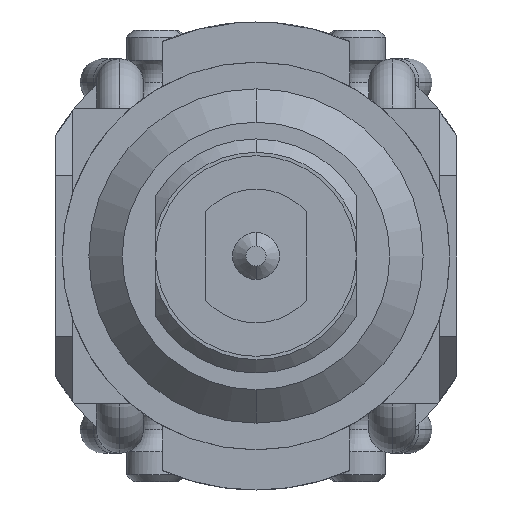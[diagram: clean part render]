
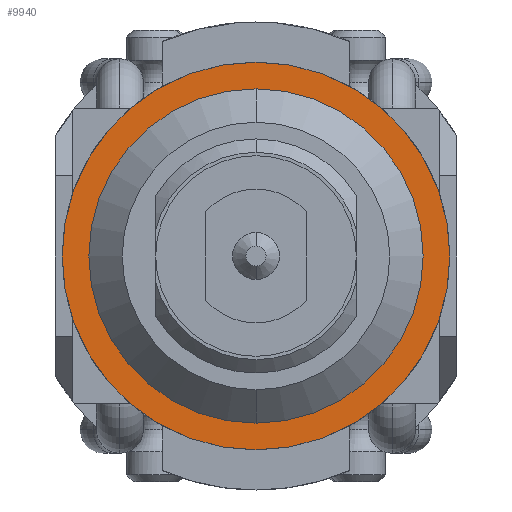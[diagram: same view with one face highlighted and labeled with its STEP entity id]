
A CAD part, front view. The second image highlights one B-rep face of the part: STEP entity #9940.
In plain terms, the highlighted planar face has unit normal (0, -1, 0).
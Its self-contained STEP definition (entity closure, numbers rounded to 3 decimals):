
#473 = DIRECTION ( 'NONE',  ( 0., 0., -1. ) ) ;
#514 = CARTESIAN_POINT ( 'NONE',  ( 0., -47.6, -2.9 ) ) ;
#1046 = CIRCLE ( 'NONE', #11036, 2.08 ) ;
#1183 = DIRECTION ( 'NONE',  ( 0., 0., -1. ) ) ;
#1626 = CARTESIAN_POINT ( 'NONE',  ( 0., -47.6, 0. ) ) ;
#1873 = CARTESIAN_POINT ( 'NONE',  ( 0., -47.6, -2.08 ) ) ;
#1957 = CIRCLE ( 'NONE', #7157, 2.08 ) ;
#2389 = DIRECTION ( 'NONE',  ( 0., -1., 0. ) ) ;
#2627 = DIRECTION ( 'NONE',  ( 0., 1., 0. ) ) ;
#4099 = EDGE_CURVE ( 'Defeature ausgef�hrt1_60+Defeature ausgef�hrt1_33+Defeature ausgef�hrt1_33+Defeature ausgef�hrt1_33', #4281, #5789, #12356, .T. ) ;
#4165 = DIRECTION ( 'NONE',  ( 0., -1., 0. ) ) ;
#4281 = VERTEX_POINT ( 'NONE', #4796 ) ;
#4509 = VERTEX_POINT ( 'NONE', #10378 ) ;
#4790 = EDGE_CURVE ( 'Defeature ausgef�hrt1_60+Defeature ausgef�hrt1_92+Defeature ausgef�hrt1_92+Defeature ausgef�hrt1_92', #4509, #6652, #1957, .T. ) ;
#4796 = CARTESIAN_POINT ( 'NONE',  ( 0., -47.6, 2.9 ) ) ;
#4932 = AXIS2_PLACEMENT_3D ( 'NONE', #5376, #2389, #473 ) ;
#5139 = ORIENTED_EDGE ( 'NONE', *, *, #4099, .T. ) ;
#5376 = CARTESIAN_POINT ( 'NONE',  ( 0., -47.6, 0. ) ) ;
#5623 = DIRECTION ( 'NONE',  ( 0., 0., -1. ) ) ;
#5789 = VERTEX_POINT ( 'NONE', #514 ) ;
#5894 = EDGE_LOOP ( 'NONE', ( #12451, #5139 ) ) ;
#6405 = PLANE ( 'NONE',  #10849 ) ;
#6652 = VERTEX_POINT ( 'NONE', #1873 ) ;
#7069 = FACE_OUTER_BOUND ( 'NONE', #5894, .T. ) ;
#7157 = AXIS2_PLACEMENT_3D ( 'NONE', #1626, #2627, #5623 ) ;
#7267 = EDGE_CURVE ( 'Defeature ausgef�hrt1_60+Defeature ausgef�hrt1_33+Defeature ausgef�hrt1_33+Defeature ausgef�hrt1_33', #5789, #4281, #11886, .T. ) ;
#7272 = ORIENTED_EDGE ( 'NONE', *, *, #12400, .T. ) ;
#7335 = AXIS2_PLACEMENT_3D ( 'NONE', #9341, #4165, #1183 ) ;
#8747 = DIRECTION ( 'NONE',  ( 0., 0., -1. ) ) ;
#9341 = CARTESIAN_POINT ( 'NONE',  ( 0., -47.6, 0. ) ) ;
#9576 = DIRECTION ( 'NONE',  ( 0., -1., 0. ) ) ;
#9940 = ADVANCED_FACE ( 'Defeature ausgef�hrt1_60', ( #10397, #7069 ), #6405, .T. ) ;
#10378 = CARTESIAN_POINT ( 'NONE',  ( 0., -47.6, 2.08 ) ) ;
#10397 = FACE_BOUND ( 'NONE', #12049, .T. ) ;
#10452 = DIRECTION ( 'NONE',  ( 0., 1., 0. ) ) ;
#10495 = CARTESIAN_POINT ( 'NONE',  ( 0., -47.6, 0. ) ) ;
#10849 = AXIS2_PLACEMENT_3D ( 'NONE', #12742, #9576, #8747 ) ;
#11036 = AXIS2_PLACEMENT_3D ( 'NONE', #10495, #10452, #11422 ) ;
#11354 = ORIENTED_EDGE ( 'NONE', *, *, #4790, .T. ) ;
#11422 = DIRECTION ( 'NONE',  ( 0., 0., -1. ) ) ;
#11886 = CIRCLE ( 'NONE', #7335, 2.9 ) ;
#12049 = EDGE_LOOP ( 'NONE', ( #7272, #11354 ) ) ;
#12356 = CIRCLE ( 'NONE', #4932, 2.9 ) ;
#12400 = EDGE_CURVE ( 'Defeature ausgef�hrt1_60+Defeature ausgef�hrt1_92+Defeature ausgef�hrt1_92+Defeature ausgef�hrt1_92', #6652, #4509, #1046, .T. ) ;
#12451 = ORIENTED_EDGE ( 'NONE', *, *, #7267, .T. ) ;
#12742 = CARTESIAN_POINT ( 'NONE',  ( 2.9, -47.6, 0. ) ) ;
